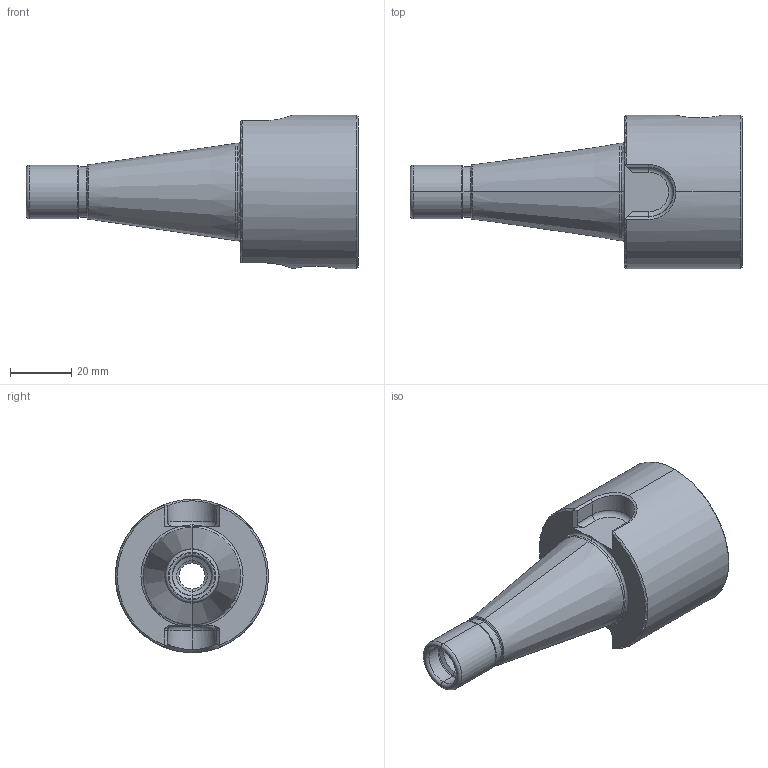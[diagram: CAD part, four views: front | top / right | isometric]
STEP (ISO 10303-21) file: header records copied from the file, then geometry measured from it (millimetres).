
FILE_DESCRIPTION (( 'STEP AP203' ), '1' );
FILE_NAME ('A54.300.050.040.STEP', '2024-08-09T06:46:15', ( '' ), ( '' ), 'SwSTEP 2.0', 'SolidWorks 2022', '' );
FILE_SCHEMA (( 'CONFIG_CONTROL_DESIGN' ));
Length unit declared in the file: millimetre
Products named in the file (3): WH5-ER1.001.017; A54.300.050.040; SZ3-WH5.K01.040_B
Assembly tree (3 placements, depth 2):
  A54.300.050.040
    SZ3-WH5.K01.040_B
    WH5-ER1.001.017  x2
Bounding box: 108.4 x 50 x 50 mm (x, y, z)
Volume: 78099.8 mm3; surface area: 21378.9 mm2
Topology: 3 solids, 3 shells, 151 faces, 345 edges, 197 vertices
Faces by surface type: plane 49, cylinder 39, torus 31, cone 30, bspline 2
Entity records: 4456 total; most frequent: CARTESIAN_POINT 1359, DIRECTION 621, ORIENTED_EDGE 562, EDGE_CURVE 281, AXIS2_PLACEMENT_3D 254, VERTEX_POINT 162, EDGE_LOOP 129, CIRCLE 127
